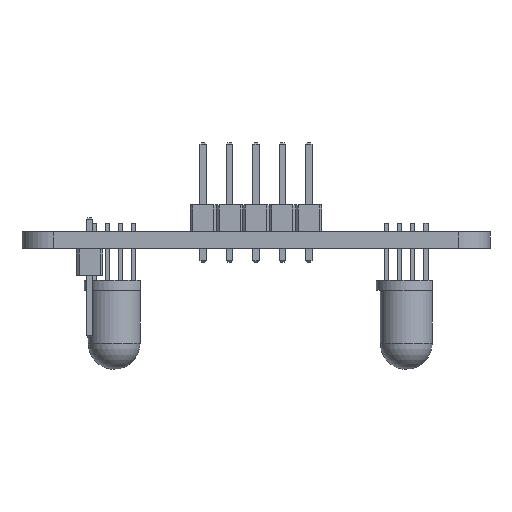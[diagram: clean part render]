
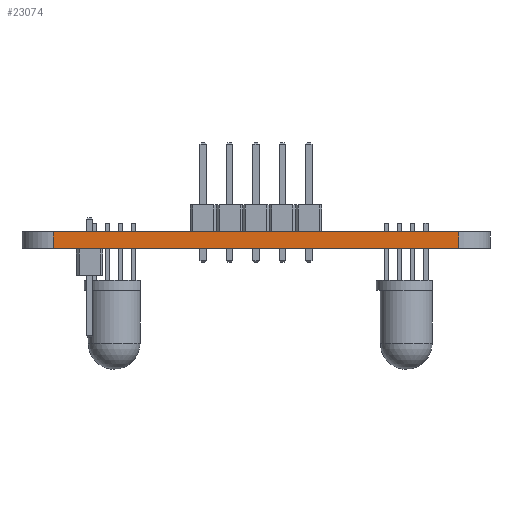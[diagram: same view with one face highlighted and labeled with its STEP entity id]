
A CAD part, front view. The second image highlights one B-rep face of the part: STEP entity #23074.
In plain terms, the highlighted planar face has unit normal (0, -1, 0).
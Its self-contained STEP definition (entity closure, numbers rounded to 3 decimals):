
#20032 = PLANE('',#20033);
#20033 = AXIS2_PLACEMENT_3D('',#20034,#20035,#20036);
#20034 = CARTESIAN_POINT('',(179.938,-95.285,1.6));
#20035 = DIRECTION('',(0.,0.,1.));
#20036 = DIRECTION('',(1.,0.,0.));
#20086 = PLANE('',#20087);
#20087 = AXIS2_PLACEMENT_3D('',#20088,#20089,#20090);
#20088 = CARTESIAN_POINT('',(179.938,-95.285,0.));
#20089 = DIRECTION('',(0.,0.,1.));
#20090 = DIRECTION('',(1.,0.,0.));
#20397 = VERTEX_POINT('',#20398);
#20398 = CARTESIAN_POINT('',(160.384,-111.868,0.));
#20413 = CYLINDRICAL_SURFACE('',#20414,3.);
#20414 = AXIS2_PLACEMENT_3D('',#20415,#20416,#20417);
#20415 = CARTESIAN_POINT('',(160.384,-108.868,0.));
#20416 = DIRECTION('',(0.,0.,-1.));
#20417 = DIRECTION('',(1.,0.,0.));
#20425 = EDGE_CURVE('',#20397,#20426,#20428,.T.);
#20426 = VERTEX_POINT('',#20427);
#20427 = CARTESIAN_POINT('',(199.491,-111.868,0.));
#20428 = SURFACE_CURVE('',#20429,(#20433,#20440),.PCURVE_S1.);
#20429 = LINE('',#20430,#20431);
#20430 = CARTESIAN_POINT('',(160.384,-111.868,0.));
#20431 = VECTOR('',#20432,1.);
#20432 = DIRECTION('',(1.,0.,0.));
#20433 = PCURVE('',#20086,#20434);
#20434 = DEFINITIONAL_REPRESENTATION('',(#20435),#20439);
#20435 = LINE('',#20436,#20437);
#20436 = CARTESIAN_POINT('',(-19.553,-16.583));
#20437 = VECTOR('',#20438,1.);
#20438 = DIRECTION('',(1.,0.));
#20439 = ( GEOMETRIC_REPRESENTATION_CONTEXT(2) 
PARAMETRIC_REPRESENTATION_CONTEXT() REPRESENTATION_CONTEXT('2D SPACE',''
  ) );
#20440 = PCURVE('',#20441,#20446);
#20441 = PLANE('',#20442);
#20442 = AXIS2_PLACEMENT_3D('',#20443,#20444,#20445);
#20443 = CARTESIAN_POINT('',(160.384,-111.868,0.));
#20444 = DIRECTION('',(0.,1.,0.));
#20445 = DIRECTION('',(1.,0.,0.));
#20446 = DEFINITIONAL_REPRESENTATION('',(#20447),#20451);
#20447 = LINE('',#20448,#20449);
#20448 = CARTESIAN_POINT('',(0.,0.));
#20449 = VECTOR('',#20450,1.);
#20450 = DIRECTION('',(1.,0.));
#20451 = ( GEOMETRIC_REPRESENTATION_CONTEXT(2) 
PARAMETRIC_REPRESENTATION_CONTEXT() REPRESENTATION_CONTEXT('2D SPACE',''
  ) );
#20470 = CYLINDRICAL_SURFACE('',#20471,3.);
#20471 = AXIS2_PLACEMENT_3D('',#20472,#20473,#20474);
#20472 = CARTESIAN_POINT('',(199.491,-108.868,0.));
#20473 = DIRECTION('',(0.,0.,-1.));
#20474 = DIRECTION('',(1.,0.,0.));
#21733 = VERTEX_POINT('',#21734);
#21734 = CARTESIAN_POINT('',(160.384,-111.868,1.6));
#21756 = EDGE_CURVE('',#21733,#21757,#21759,.T.);
#21757 = VERTEX_POINT('',#21758);
#21758 = CARTESIAN_POINT('',(199.491,-111.868,1.6));
#21759 = SURFACE_CURVE('',#21760,(#21764,#21771),.PCURVE_S1.);
#21760 = LINE('',#21761,#21762);
#21761 = CARTESIAN_POINT('',(160.384,-111.868,1.6));
#21762 = VECTOR('',#21763,1.);
#21763 = DIRECTION('',(1.,0.,0.));
#21764 = PCURVE('',#20032,#21765);
#21765 = DEFINITIONAL_REPRESENTATION('',(#21766),#21770);
#21766 = LINE('',#21767,#21768);
#21767 = CARTESIAN_POINT('',(-19.553,-16.583));
#21768 = VECTOR('',#21769,1.);
#21769 = DIRECTION('',(1.,0.));
#21770 = ( GEOMETRIC_REPRESENTATION_CONTEXT(2) 
PARAMETRIC_REPRESENTATION_CONTEXT() REPRESENTATION_CONTEXT('2D SPACE',''
  ) );
#21771 = PCURVE('',#20441,#21772);
#21772 = DEFINITIONAL_REPRESENTATION('',(#21773),#21777);
#21773 = LINE('',#21774,#21775);
#21774 = CARTESIAN_POINT('',(0.,-1.6));
#21775 = VECTOR('',#21776,1.);
#21776 = DIRECTION('',(1.,0.));
#21777 = ( GEOMETRIC_REPRESENTATION_CONTEXT(2) 
PARAMETRIC_REPRESENTATION_CONTEXT() REPRESENTATION_CONTEXT('2D SPACE',''
  ) );
#23024 = EDGE_CURVE('',#20426,#21757,#23025,.T.);
#23025 = SURFACE_CURVE('',#23026,(#23030,#23037),.PCURVE_S1.);
#23026 = LINE('',#23027,#23028);
#23027 = CARTESIAN_POINT('',(199.491,-111.868,0.));
#23028 = VECTOR('',#23029,1.);
#23029 = DIRECTION('',(0.,0.,1.));
#23030 = PCURVE('',#20470,#23031);
#23031 = DEFINITIONAL_REPRESENTATION('',(#23032),#23036);
#23032 = LINE('',#23033,#23034);
#23033 = CARTESIAN_POINT('',(-4.712,0.));
#23034 = VECTOR('',#23035,1.);
#23035 = DIRECTION('',(0.,-1.));
#23036 = ( GEOMETRIC_REPRESENTATION_CONTEXT(2) 
PARAMETRIC_REPRESENTATION_CONTEXT() REPRESENTATION_CONTEXT('2D SPACE',''
  ) );
#23037 = PCURVE('',#20441,#23038);
#23038 = DEFINITIONAL_REPRESENTATION('',(#23039),#23043);
#23039 = LINE('',#23040,#23041);
#23040 = CARTESIAN_POINT('',(39.107,0.));
#23041 = VECTOR('',#23042,1.);
#23042 = DIRECTION('',(0.,-1.));
#23043 = ( GEOMETRIC_REPRESENTATION_CONTEXT(2) 
PARAMETRIC_REPRESENTATION_CONTEXT() REPRESENTATION_CONTEXT('2D SPACE',''
  ) );
#23053 = EDGE_CURVE('',#20397,#21733,#23054,.T.);
#23054 = SURFACE_CURVE('',#23055,(#23059,#23066),.PCURVE_S1.);
#23055 = LINE('',#23056,#23057);
#23056 = CARTESIAN_POINT('',(160.384,-111.868,0.));
#23057 = VECTOR('',#23058,1.);
#23058 = DIRECTION('',(0.,0.,1.));
#23059 = PCURVE('',#20413,#23060);
#23060 = DEFINITIONAL_REPRESENTATION('',(#23061),#23065);
#23061 = LINE('',#23062,#23063);
#23062 = CARTESIAN_POINT('',(-4.712,0.));
#23063 = VECTOR('',#23064,1.);
#23064 = DIRECTION('',(0.,-1.));
#23065 = ( GEOMETRIC_REPRESENTATION_CONTEXT(2) 
PARAMETRIC_REPRESENTATION_CONTEXT() REPRESENTATION_CONTEXT('2D SPACE',''
  ) );
#23066 = PCURVE('',#20441,#23067);
#23067 = DEFINITIONAL_REPRESENTATION('',(#23068),#23072);
#23068 = LINE('',#23069,#23070);
#23069 = CARTESIAN_POINT('',(0.,0.));
#23070 = VECTOR('',#23071,1.);
#23071 = DIRECTION('',(0.,-1.));
#23072 = ( GEOMETRIC_REPRESENTATION_CONTEXT(2) 
PARAMETRIC_REPRESENTATION_CONTEXT() REPRESENTATION_CONTEXT('2D SPACE',''
  ) );
#23074 = ADVANCED_FACE('',(#23075),#20441,.F.);
#23075 = FACE_BOUND('',#23076,.F.);
#23076 = EDGE_LOOP('',(#23077,#23078,#23079,#23080));
#23077 = ORIENTED_EDGE('',*,*,#23053,.T.);
#23078 = ORIENTED_EDGE('',*,*,#21756,.T.);
#23079 = ORIENTED_EDGE('',*,*,#23024,.F.);
#23080 = ORIENTED_EDGE('',*,*,#20425,.F.);
